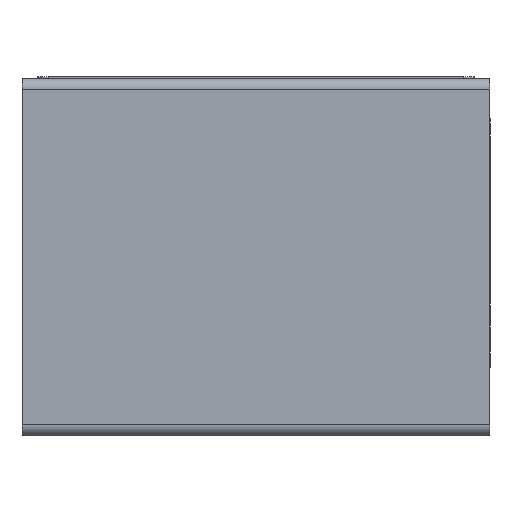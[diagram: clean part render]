
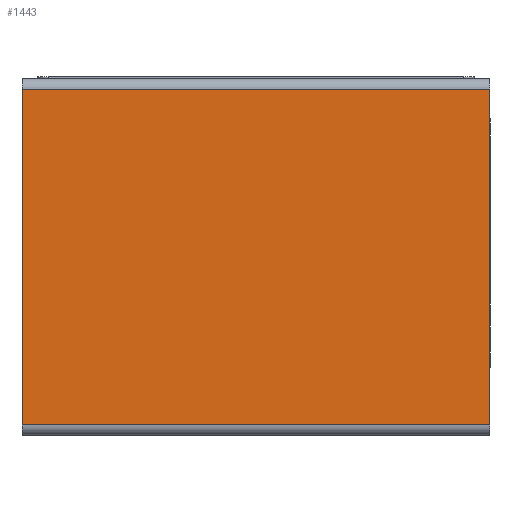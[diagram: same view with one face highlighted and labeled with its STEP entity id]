
A CAD part, left-side view. The second image highlights one B-rep face of the part: STEP entity #1443.
In plain terms, the highlighted planar face has unit normal (-1, 0, 0).
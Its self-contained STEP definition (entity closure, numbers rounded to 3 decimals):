
#584 = CARTESIAN_POINT ( 'NONE',  ( -26., 45., 14.8 ) ) ;
#685 = CARTESIAN_POINT ( 'NONE',  ( -26., 0., -17.5 ) ) ;
#736 = CARTESIAN_POINT ( 'NONE',  ( -26., 45., -17.5 ) ) ;
#876 = LINE ( 'NONE', #685, #8391 ) ;
#1178 = VERTEX_POINT ( 'NONE', #5474 ) ;
#1185 = AXIS2_PLACEMENT_3D ( 'NONE', #8209, #3188, #1707 ) ;
#1402 = DIRECTION ( 'NONE',  ( 0., 0., -1. ) ) ;
#1443 = ADVANCED_FACE ( 'NONE', ( #3800 ), #6597, .T. ) ;
#1474 = VERTEX_POINT ( 'NONE', #584 ) ;
#1478 = CARTESIAN_POINT ( 'NONE',  ( -26., 45., -17.5 ) ) ;
#1707 = DIRECTION ( 'NONE',  ( 0., 0., 1. ) ) ;
#2514 = VECTOR ( 'NONE', #6778, 1000. ) ;
#2714 = ORIENTED_EDGE ( 'NONE', *, *, #4178, .T. ) ;
#3117 = ORIENTED_EDGE ( 'NONE', *, *, #6893, .F. ) ;
#3188 = DIRECTION ( 'NONE',  ( -1., 0., 0. ) ) ;
#3719 = LINE ( 'NONE', #736, #5058 ) ;
#3800 = FACE_OUTER_BOUND ( 'NONE', #7545, .T. ) ;
#3949 = VERTEX_POINT ( 'NONE', #1478 ) ;
#4178 = EDGE_CURVE ( 'NONE', #1178, #1474, #7109, .T. ) ;
#4309 = VERTEX_POINT ( 'NONE', #8049 ) ;
#4436 = DIRECTION ( 'NONE',  ( 0., 1., 0. ) ) ;
#4508 = ORIENTED_EDGE ( 'NONE', *, *, #8705, .T. ) ;
#4870 = CARTESIAN_POINT ( 'NONE',  ( -26., 0., 14.8 ) ) ;
#5058 = VECTOR ( 'NONE', #1402, 1000. ) ;
#5305 = CARTESIAN_POINT ( 'NONE',  ( -26., 0., 14.8 ) ) ;
#5474 = CARTESIAN_POINT ( 'NONE',  ( -26., 0., 14.8 ) ) ;
#6408 = VECTOR ( 'NONE', #9373, 1000. ) ;
#6597 = PLANE ( 'NONE',  #1185 ) ;
#6646 = ORIENTED_EDGE ( 'NONE', *, *, #8669, .F. ) ;
#6778 = DIRECTION ( 'NONE',  ( 0., 0., -1. ) ) ;
#6893 = EDGE_CURVE ( 'NONE', #1178, #4309, #8153, .T. ) ;
#7109 = LINE ( 'NONE', #4870, #6408 ) ;
#7545 = EDGE_LOOP ( 'NONE', ( #4508, #6646, #3117, #2714 ) ) ;
#8049 = CARTESIAN_POINT ( 'NONE',  ( -26., 0., -17.5 ) ) ;
#8153 = LINE ( 'NONE', #5305, #2514 ) ;
#8209 = CARTESIAN_POINT ( 'NONE',  ( -26., 0., -17.5 ) ) ;
#8391 = VECTOR ( 'NONE', #4436, 1000. ) ;
#8669 = EDGE_CURVE ( 'NONE', #4309, #3949, #876, .T. ) ;
#8705 = EDGE_CURVE ( 'NONE', #1474, #3949, #3719, .T. ) ;
#9373 = DIRECTION ( 'NONE',  ( 0., 1., 0. ) ) ;
